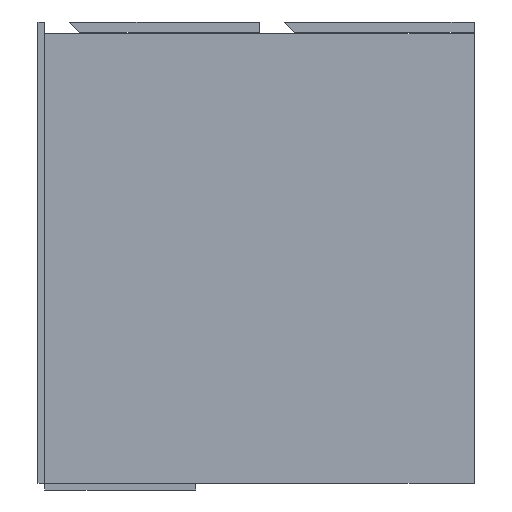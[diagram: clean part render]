
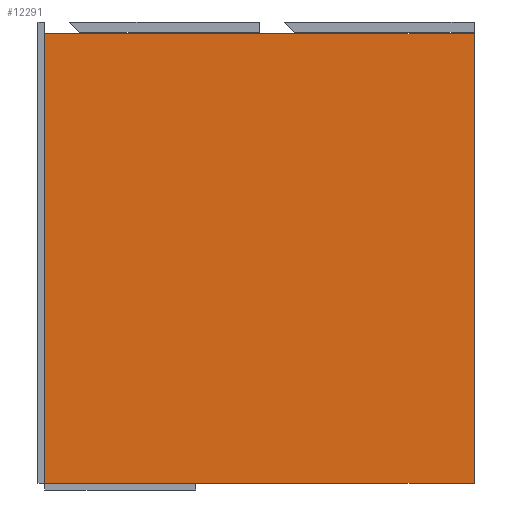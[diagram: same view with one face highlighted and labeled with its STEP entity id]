
A CAD part, left-side view. The second image highlights one B-rep face of the part: STEP entity #12291.
In plain terms, the highlighted planar face has unit normal (-1, 0, 0).
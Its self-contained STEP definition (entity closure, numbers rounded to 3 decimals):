
#660 = CARTESIAN_POINT ( 'NONE',  ( 2., 1048.337, -550. ) ) ;
#875 = EDGE_CURVE ( 'NONE', #8282, #6143, #13803, .T. ) ;
#1556 = ORIENTED_EDGE ( 'NONE', *, *, #875, .T. ) ;
#1595 = ORIENTED_EDGE ( 'NONE', *, *, #5224, .F. ) ;
#1636 = EDGE_CURVE ( 'NONE', #8282, #10126, #8829, .T. ) ;
#1719 = PLANE ( 'NONE',  #1807 ) ;
#1807 = AXIS2_PLACEMENT_3D ( 'NONE', #660, #6974, #4783 ) ;
#1942 = VECTOR ( 'NONE', #2290, 1000. ) ;
#2290 = DIRECTION ( 'NONE',  ( 0., 0., 1. ) ) ;
#2318 = CARTESIAN_POINT ( 'NONE',  ( 2., 1048.337, -14. ) ) ;
#3421 = CARTESIAN_POINT ( 'NONE',  ( 2., 0., -550. ) ) ;
#3575 = CARTESIAN_POINT ( 'NONE',  ( 2., 0., -550. ) ) ;
#3707 = EDGE_CURVE ( 'NONE', #6143, #7278, #9555, .T. ) ;
#4495 = VECTOR ( 'NONE', #6652, 1000. ) ;
#4783 = DIRECTION ( 'NONE',  ( 0., 0., -1. ) ) ;
#5224 = EDGE_CURVE ( 'NONE', #10126, #7278, #5444, .T. ) ;
#5444 = LINE ( 'NONE', #2318, #4495 ) ;
#6143 = VERTEX_POINT ( 'NONE', #3575 ) ;
#6652 = DIRECTION ( 'NONE',  ( 0., -1., 0. ) ) ;
#6974 = DIRECTION ( 'NONE',  ( 1., 0., 0. ) ) ;
#7112 = ORIENTED_EDGE ( 'NONE', *, *, #3707, .T. ) ;
#7278 = VERTEX_POINT ( 'NONE', #8478 ) ;
#7346 = VECTOR ( 'NONE', #7444, 1000. ) ;
#7444 = DIRECTION ( 'NONE',  ( 0., -1., 0. ) ) ;
#7774 = CARTESIAN_POINT ( 'NONE',  ( 2., 512., -550. ) ) ;
#8247 = VECTOR ( 'NONE', #12074, 1000. ) ;
#8282 = VERTEX_POINT ( 'NONE', #11497 ) ;
#8478 = CARTESIAN_POINT ( 'NONE',  ( 2., 0., -14. ) ) ;
#8795 = EDGE_LOOP ( 'NONE', ( #13781, #1556, #7112, #1595 ) ) ;
#8829 = LINE ( 'NONE', #7774, #8247 ) ;
#9555 = LINE ( 'NONE', #3421, #1942 ) ;
#10126 = VERTEX_POINT ( 'NONE', #10670 ) ;
#10144 = FACE_OUTER_BOUND ( 'NONE', #8795, .T. ) ;
#10530 = CARTESIAN_POINT ( 'NONE',  ( 2., 1048.337, -550. ) ) ;
#10670 = CARTESIAN_POINT ( 'NONE',  ( 2., 512., -14. ) ) ;
#11497 = CARTESIAN_POINT ( 'NONE',  ( 2., 512., -550. ) ) ;
#12074 = DIRECTION ( 'NONE',  ( 0., 0., 1. ) ) ;
#12291 = ADVANCED_FACE ( 'NONE', ( #10144 ), #1719, .F. ) ;
#13781 = ORIENTED_EDGE ( 'NONE', *, *, #1636, .F. ) ;
#13803 = LINE ( 'NONE', #10530, #7346 ) ;
